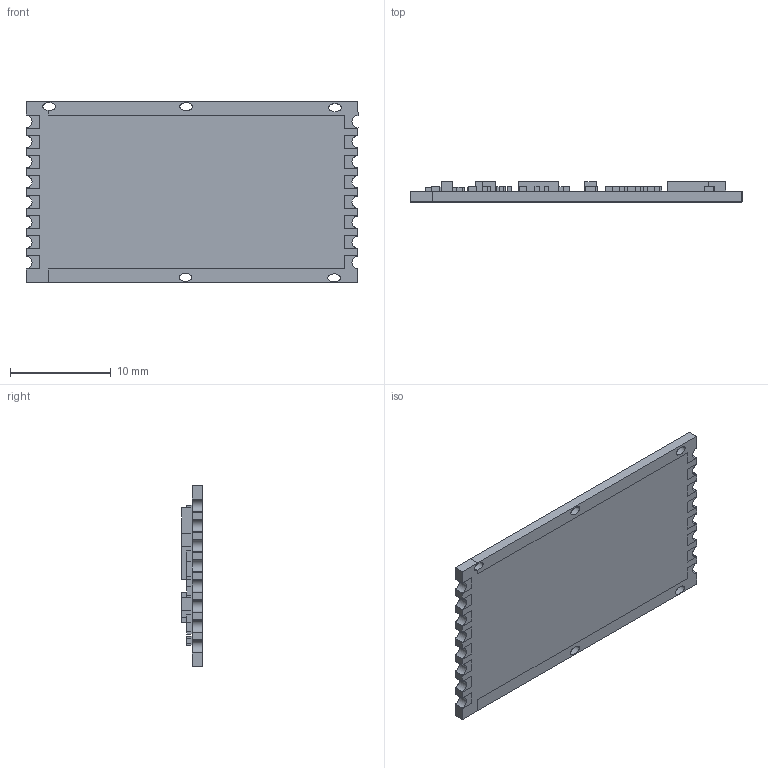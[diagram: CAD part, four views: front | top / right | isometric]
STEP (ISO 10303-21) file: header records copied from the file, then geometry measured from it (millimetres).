
FILE_DESCRIPTION (( 'STEP AP214' ), '1' );
FILE_NAME ('RFM-23BP.STEP', '2017-03-22T18:05:09', ( '' ), ( '' ), 'SwSTEP 2.0', 'SolidWorks 2016', '' );
FILE_SCHEMA (( 'AUTOMOTIVE_DESIGN' ));
Length unit declared in the file: millimetre
Products named in the file (1): RFM-23BP
Bounding box: 33 x 2 x 18 mm (x, y, z)
Volume: 654.5 mm3; surface area: 1690.5 mm2
Topology: 17 solids, 17 shells, 510 faces, 1251 edges, 834 vertices
Faces by surface type: plane 483, cylinder 16, bspline 11
Entity records: 19992 total; most frequent: CARTESIAN_POINT 2739, ORIENTED_EDGE 2502, DIRECTION 2261, EDGE_CURVE 1251, VECTOR 1197, LINE 1197, VERTEX_POINT 834, EDGE_LOOP 577
